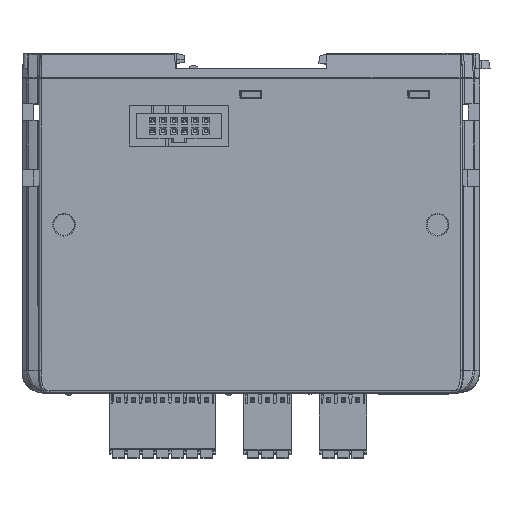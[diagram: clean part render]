
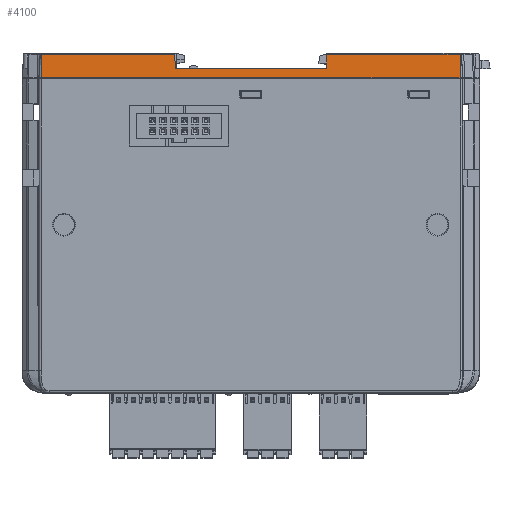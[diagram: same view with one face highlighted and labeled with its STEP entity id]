
A CAD part, top view. The second image highlights one B-rep face of the part: STEP entity #4100.
In plain terms, the highlighted planar face has unit normal (0, 0.052, 0.999).
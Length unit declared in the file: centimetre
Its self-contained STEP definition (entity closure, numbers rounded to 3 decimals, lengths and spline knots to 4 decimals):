
#608 = CARTESIAN_POINT ( 'NONE',  ( 0., 0.25, 3.1885 ) ) ;
#2921 = ORIENTED_EDGE ( 'NONE', *, *, #125011, .F. ) ;
#4100 = ADVANCED_FACE ( 'NONE', ( #120286 ), #5809, .T. ) ;
#5809 = PLANE ( 'NONE',  #33605 ) ;
#6829 = LINE ( 'NONE', #134781, #119240 ) ;
#16433 = EDGE_CURVE ( 'NONE', #26393, #32679, #138953, .T. ) ;
#19203 = CARTESIAN_POINT ( 'NONE',  ( -4.9841, 0.5816, 3.1711 ) ) ;
#20010 = VERTEX_POINT ( 'NONE', #31016 ) ;
#21367 = CARTESIAN_POINT ( 'NONE',  ( -1.8, 0.25, 3.1885 ) ) ;
#26393 = VERTEX_POINT ( 'NONE', #136163 ) ;
#31016 = CARTESIAN_POINT ( 'NONE',  ( 1.8, 0.25, 3.1885 ) ) ;
#32679 = VERTEX_POINT ( 'NONE', #21367 ) ;
#33605 = AXIS2_PLACEMENT_3D ( 'NONE', #128308, #132504, #153288 ) ;
#36267 = DIRECTION ( 'NONE',  ( 0., -0.999, 0.052 ) ) ;
#49372 = ORIENTED_EDGE ( 'NONE', *, *, #111048, .F. ) ;
#68954 = DIRECTION ( 'NONE',  ( 1., 0., 0. ) ) ;
#75682 = ORIENTED_EDGE ( 'NONE', *, *, #290010, .T. ) ;
#76739 = CARTESIAN_POINT ( 'NONE',  ( 4.9841, 0.03, 3.2 ) ) ;
#78298 = ORIENTED_EDGE ( 'NONE', *, *, #162923, .T. ) ;
#89183 = LINE ( 'NONE', #249171, #199374 ) ;
#97001 = CARTESIAN_POINT ( 'NONE',  ( -1.8111, 0.5672, 3.1718 ) ) ;
#102897 = LINE ( 'NONE', #151815, #317893 ) ;
#102940 = CARTESIAN_POINT ( 'NONE',  ( 1.8116, 0.5816, 3.1711 ) ) ;
#103814 = EDGE_CURVE ( 'NONE', #32679, #20010, #143277, .T. ) ;
#109646 = ORIENTED_EDGE ( 'NONE', *, *, #304029, .F. ) ;
#111048 = EDGE_CURVE ( 'NONE', #143219, #113539, #246958, .T. ) ;
#113539 = VERTEX_POINT ( 'NONE', #305971 ) ;
#119240 = VECTOR ( 'NONE', #182569, 100. ) ;
#120286 = FACE_OUTER_BOUND ( 'NONE', #217734, .T. ) ;
#125011 = EDGE_CURVE ( 'NONE', #210135, #134095, #6829, .T. ) ;
#127024 = EDGE_CURVE ( 'NONE', #26393, #129605, #239296, .T. ) ;
#128308 = CARTESIAN_POINT ( 'NONE',  ( 0., 0.03, 3.2 ) ) ;
#129605 = VERTEX_POINT ( 'NONE', #316286 ) ;
#132504 = DIRECTION ( 'NONE',  ( 0., 0.052, 0.999 ) ) ;
#134095 = VERTEX_POINT ( 'NONE', #306424 ) ;
#134781 = CARTESIAN_POINT ( 'NONE',  ( 0., 0.03, 3.2 ) ) ;
#136163 = CARTESIAN_POINT ( 'NONE',  ( -1.8116, 0.5816, 3.1711 ) ) ;
#136256 = VECTOR ( 'NONE', #217566, 100. ) ;
#138953 = LINE ( 'NONE', #97001, #136256 ) ;
#142061 = CARTESIAN_POINT ( 'NONE',  ( 1.7901, -0.0323, 3.2033 ) ) ;
#143219 = VERTEX_POINT ( 'NONE', #149071 ) ;
#143277 = LINE ( 'NONE', #608, #250371 ) ;
#145217 = VECTOR ( 'NONE', #244944, 100. ) ;
#149071 = CARTESIAN_POINT ( 'NONE',  ( 4.9841, 0.5816, 3.1711 ) ) ;
#151815 = CARTESIAN_POINT ( 'NONE',  ( 0., 0.03, 3.2 ) ) ;
#153288 = DIRECTION ( 'NONE',  ( 0., -0.999, 0.052 ) ) ;
#158430 = LINE ( 'NONE', #227336, #269746 ) ;
#162923 = EDGE_CURVE ( 'NONE', #143219, #229812, #89183, .T. ) ;
#171249 = DIRECTION ( 'NONE',  ( -0.035, -0.998, 0.052 ) ) ;
#176705 = DIRECTION ( 'NONE',  ( -1., 0., 0. ) ) ;
#182569 = DIRECTION ( 'NONE',  ( -1., 0., 0. ) ) ;
#199374 = VECTOR ( 'NONE', #242717, 100. ) ;
#210135 = VERTEX_POINT ( 'NONE', #283125 ) ;
#217566 = DIRECTION ( 'NONE',  ( 0.035, -0.998, 0.052 ) ) ;
#217734 = EDGE_LOOP ( 'NONE', ( #284790, #223212, #262490, #2921, #109646, #49372, #78298, #75682, #292542 ) ) ;
#223212 = ORIENTED_EDGE ( 'NONE', *, *, #127024, .T. ) ;
#227336 = CARTESIAN_POINT ( 'NONE',  ( -4.9841, 0.03, 3.2 ) ) ;
#229812 = VERTEX_POINT ( 'NONE', #102940 ) ;
#237717 = VECTOR ( 'NONE', #309728, 100. ) ;
#239296 = LINE ( 'NONE', #19203, #237717 ) ;
#242717 = DIRECTION ( 'NONE',  ( -1., 0., 0. ) ) ;
#244944 = DIRECTION ( 'NONE',  ( 0., -0.999, 0.052 ) ) ;
#246958 = LINE ( 'NONE', #76739, #145217 ) ;
#249171 = CARTESIAN_POINT ( 'NONE',  ( 1.8126, 0.5816, 3.1711 ) ) ;
#250371 = VECTOR ( 'NONE', #68954, 100. ) ;
#261032 = EDGE_CURVE ( 'NONE', #129605, #134095, #158430, .T. ) ;
#262490 = ORIENTED_EDGE ( 'NONE', *, *, #261032, .T. ) ;
#269746 = VECTOR ( 'NONE', #36267, 100. ) ;
#283125 = CARTESIAN_POINT ( 'NONE',  ( 3.77, 0.03, 3.2 ) ) ;
#284790 = ORIENTED_EDGE ( 'NONE', *, *, #16433, .F. ) ;
#287347 = VECTOR ( 'NONE', #171249, 100. ) ;
#288941 = LINE ( 'NONE', #142061, #287347 ) ;
#290010 = EDGE_CURVE ( 'NONE', #229812, #20010, #288941, .T. ) ;
#292542 = ORIENTED_EDGE ( 'NONE', *, *, #103814, .F. ) ;
#304029 = EDGE_CURVE ( 'NONE', #113539, #210135, #102897, .T. ) ;
#305971 = CARTESIAN_POINT ( 'NONE',  ( 4.9841, 0.03, 3.2 ) ) ;
#306424 = CARTESIAN_POINT ( 'NONE',  ( -4.9841, 0.03, 3.2 ) ) ;
#309728 = DIRECTION ( 'NONE',  ( -1., 0., 0. ) ) ;
#316286 = CARTESIAN_POINT ( 'NONE',  ( -4.9841, 0.5816, 3.1711 ) ) ;
#317893 = VECTOR ( 'NONE', #176705, 100. ) ;
